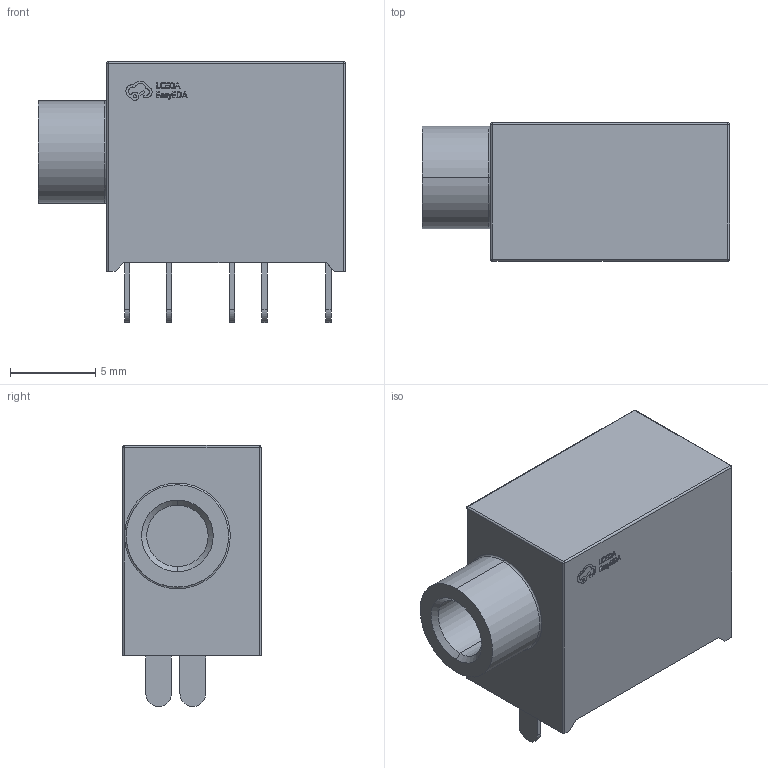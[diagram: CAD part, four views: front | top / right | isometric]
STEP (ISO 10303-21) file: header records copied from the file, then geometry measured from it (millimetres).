
FILE_DESCRIPTION (( 'STEP AP214' ), '1' );
FILE_NAME ('AUDIO-TH_PJ-3850-5A.STEP', '2023-12-11T05:31:08', ( 'PC' ), ( 'Microsoft' ), 'SwSTEP 2.0', 'SolidWorks 2020', '' );
FILE_SCHEMA (( 'AUTOMOTIVE_DESIGN' ));
Length unit declared in the file: millimetre
Products named in the file (1): AUDIO-TH_PJ-3850-5A
Bounding box: 18 x 8.11 x 15.3 mm (x, y, z)
Volume: 1362.8 mm3; surface area: 1002.5 mm2
Topology: 1 solids, 1 shells, 286 faces, 767 edges, 503 vertices
Faces by surface type: plane 158, bspline 98, cylinder 22, sphere 4, torus 2, cone 2
Entity records: 12534 total; most frequent: CARTESIAN_POINT 2859, ORIENTED_EDGE 1526, DIRECTION 992, EDGE_CURVE 763, LINE 512, VECTOR 512, VERTEX_POINT 503, EDGE_LOOP 310
